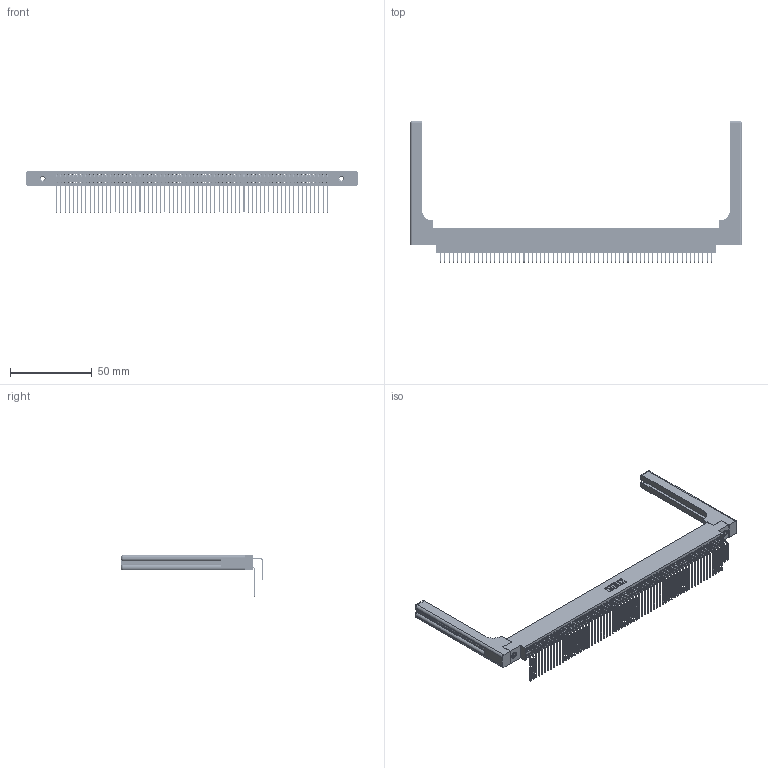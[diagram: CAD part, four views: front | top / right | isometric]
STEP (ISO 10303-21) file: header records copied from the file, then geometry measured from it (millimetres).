
FILE_DESCRIPTION (( 'STEP AP203' ), '1' );
FILE_NAME ('345-132-558-858.STEP', '2019-11-07T23:05:09', ( '' ), ( '' ), 'SwSTEP 2.0', 'SolidWorks 2016', '' );
FILE_SCHEMA (( 'CONFIG_CONTROL_DESIGN' ));
Length unit declared in the file: inch
Products named in the file (6): 345-132-558-858; 345-250-001_345-250-001-102; 345-292-001_558 Tail - 2; 345-292-001_558 559 Tail - 1; 345-220-058_345-220-058; 345 Part_0.170 Offset - 0.156 Dia-TH
Assembly tree (137 placements, depth 2):
  345-132-558-858
    345 Part_0.170 Offset - 0.156 Dia-TH
    345-292-001_558 559 Tail - 1  x66
    345-292-001_558 Tail - 2  x66
    345-250-001_345-250-001-102  x2
    345-220-058_345-220-058  x2
Bounding box: 202.67 x 87.11 x 25.53 mm (x, y, z)
Volume: 29033.2 mm3; surface area: 39636.2 mm2
Topology: 137 solids, 137 shells, 7250 faces, 21479 edges, 14122 vertices
Faces by surface type: plane 4852, cylinder 2338, bspline 36, cone 12, sphere 8, torus 4
Entity records: 55520 total; most frequent: CARTESIAN_POINT 10324, ORIENTED_EDGE 9004, DIRECTION 7978, EDGE_CURVE 4502, VECTOR 3974, LINE 3974, VERTEX_POINT 2990, AXIS2_PLACEMENT_3D 2002
